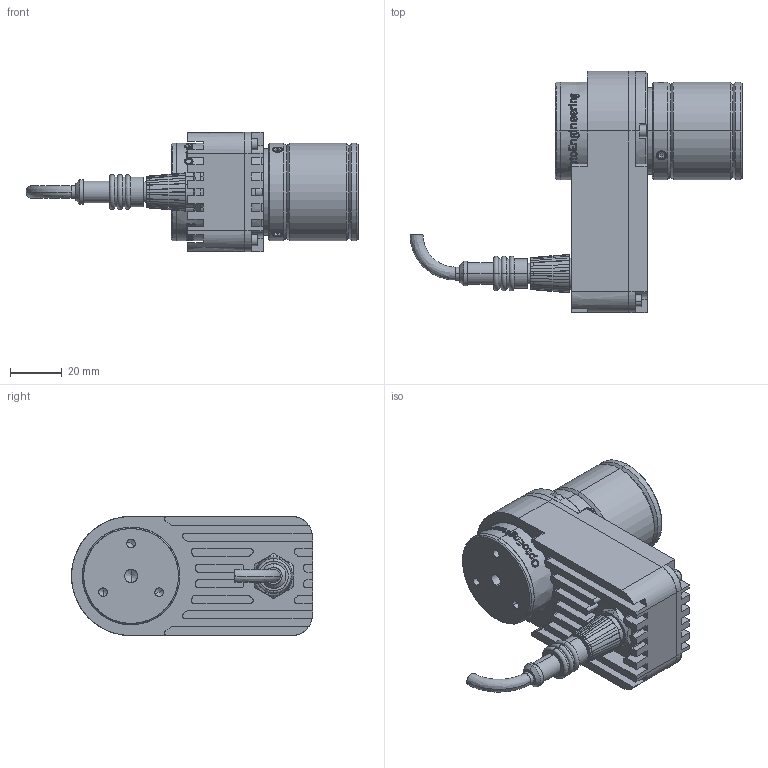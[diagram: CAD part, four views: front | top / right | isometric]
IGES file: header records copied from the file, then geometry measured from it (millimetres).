
Start section: SolidWorks IGES file using analytic representation for surfaces
Global section: file name: LTPRUP.IGS; native system: SolidWorks 2014; preprocessor: SolidWorks 2014; author: Admin; date: 150714.083707; units: millimetre
Bounding box: 128.1 x 93 x 46 mm (x, y, z)
Surface area: 66016 mm2 (no closed solid volume)
Topology: 0 solids, 0 shells, 1614 faces, 20209 edges, 20173 vertices
Faces by surface type: bspline 993, revolution 621
